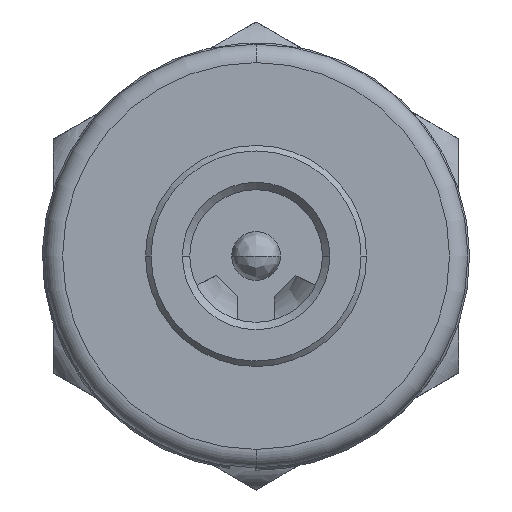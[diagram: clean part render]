
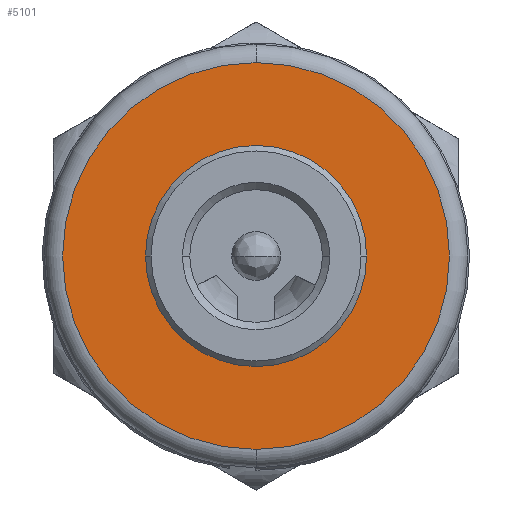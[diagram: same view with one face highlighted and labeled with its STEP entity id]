
A CAD part, left-side view. The second image highlights one B-rep face of the part: STEP entity #5101.
In plain terms, the highlighted planar face has unit normal (-1, 0, 0).
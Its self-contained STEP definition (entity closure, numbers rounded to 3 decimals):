
#304 = CARTESIAN_POINT ( 'NONE',  ( 0., 0., 0. ) ) ;
#1124 = FACE_BOUND ( 'NONE', #15299, .T. ) ;
#1569 = AXIS2_PLACEMENT_3D ( 'NONE', #33867, #28714, #18026 ) ;
#1716 = CARTESIAN_POINT ( 'NONE',  ( 0., 0., 0. ) ) ;
#2283 = DIRECTION ( 'NONE',  ( 0., 0., 1. ) ) ;
#2829 = EDGE_LOOP ( 'NONE', ( #19246, #32241 ) ) ;
#2857 = AXIS2_PLACEMENT_3D ( 'NONE', #28440, #17617, #4165 ) ;
#3103 = ORIENTED_EDGE ( 'NONE', *, *, #13655, .F. ) ;
#4165 = DIRECTION ( 'NONE',  ( 0., 0., 1. ) ) ;
#4397 = AXIS2_PLACEMENT_3D ( 'NONE', #5108, #18437, #2283 ) ;
#4536 = DIRECTION ( 'NONE',  ( 0., 0., 1. ) ) ;
#5101 = ADVANCED_FACE ( 'NONE', ( #1124, #22638 ), #7188, .T. ) ;
#5108 = CARTESIAN_POINT ( 'NONE',  ( 0., 0., 0. ) ) ;
#5631 = CIRCLE ( 'NONE', #7113, 5.25 ) ;
#6696 = EDGE_CURVE ( 'NONE', #20275, #19214, #7014, .T. ) ;
#7014 = CIRCLE ( 'NONE', #32720, 3. ) ;
#7113 = AXIS2_PLACEMENT_3D ( 'NONE', #1716, #9851, #4536 ) ;
#7188 = PLANE ( 'NONE',  #1569 ) ;
#7250 = CARTESIAN_POINT ( 'NONE',  ( 0., 0., 3. ) ) ;
#9851 = DIRECTION ( 'NONE',  ( -1., 0., 0. ) ) ;
#10799 = DIRECTION ( 'NONE',  ( -1., 0., 0. ) ) ;
#11157 = CARTESIAN_POINT ( 'NONE',  ( 0., 0., -5.25 ) ) ;
#12375 = EDGE_CURVE ( 'NONE', #18353, #14329, #5631, .T. ) ;
#13655 = EDGE_CURVE ( 'NONE', #19214, #20275, #16965, .T. ) ;
#14329 = VERTEX_POINT ( 'NONE', #16114 ) ;
#15299 = EDGE_LOOP ( 'NONE', ( #25131, #3103 ) ) ;
#16114 = CARTESIAN_POINT ( 'NONE',  ( 0., 0., 5.25 ) ) ;
#16334 = DIRECTION ( 'NONE',  ( 0., 0., 1. ) ) ;
#16965 = CIRCLE ( 'NONE', #4397, 3. ) ;
#17617 = DIRECTION ( 'NONE',  ( -1., 0., 0. ) ) ;
#18026 = DIRECTION ( 'NONE',  ( 0., 0., 1. ) ) ;
#18353 = VERTEX_POINT ( 'NONE', #11157 ) ;
#18437 = DIRECTION ( 'NONE',  ( -1., 0., 0. ) ) ;
#19214 = VERTEX_POINT ( 'NONE', #30722 ) ;
#19246 = ORIENTED_EDGE ( 'NONE', *, *, #30151, .T. ) ;
#20275 = VERTEX_POINT ( 'NONE', #7250 ) ;
#21369 = CIRCLE ( 'NONE', #2857, 5.25 ) ;
#22638 = FACE_OUTER_BOUND ( 'NONE', #2829, .T. ) ;
#25131 = ORIENTED_EDGE ( 'NONE', *, *, #6696, .F. ) ;
#28440 = CARTESIAN_POINT ( 'NONE',  ( 0., 0., 0. ) ) ;
#28714 = DIRECTION ( 'NONE',  ( -1., 0., 0. ) ) ;
#30151 = EDGE_CURVE ( 'NONE', #14329, #18353, #21369, .T. ) ;
#30722 = CARTESIAN_POINT ( 'NONE',  ( 0., 0., -3. ) ) ;
#32241 = ORIENTED_EDGE ( 'NONE', *, *, #12375, .T. ) ;
#32720 = AXIS2_PLACEMENT_3D ( 'NONE', #304, #10799, #16334 ) ;
#33867 = CARTESIAN_POINT ( 'NONE',  ( 0., 0., 0. ) ) ;
